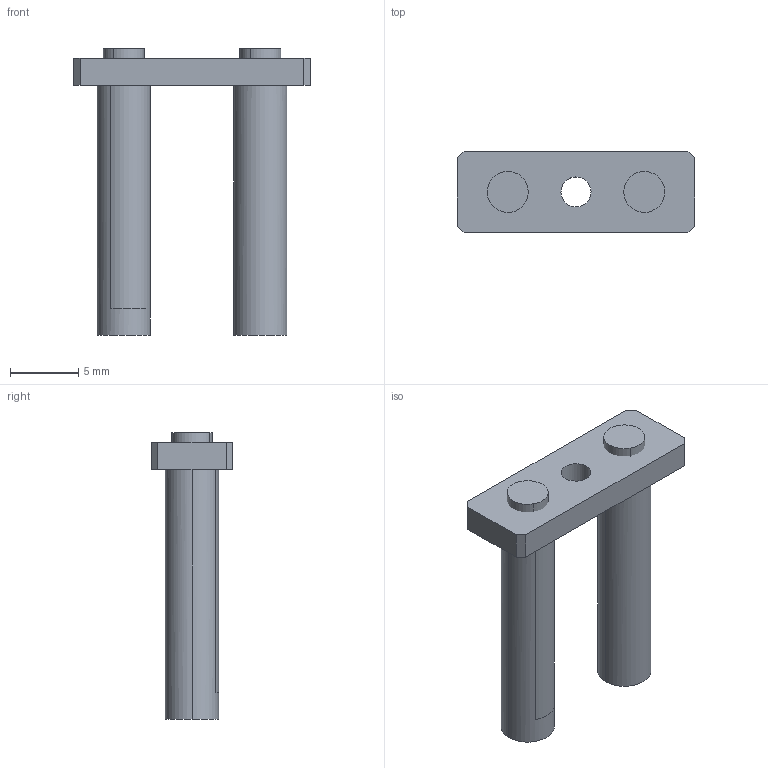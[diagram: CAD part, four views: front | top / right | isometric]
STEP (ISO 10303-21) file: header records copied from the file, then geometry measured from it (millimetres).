
FILE_DESCRIPTION(('CATIA V5R24 STEP','CAx-IF Rec.Pracs.--- Model Styling and Organization---1.2---2011-12-15'),'2;1');
FILE_NAME ('039118-1_1_1669280000_1669280000.stp','2018-08-29T10:50:52+00:00',('none'),('Weidmueller'),'CATIA Version 5-6 Release 2014 SP4 HF52','CATIA V5 STEP AP214','none');
FILE_SCHEMA(('AUTOMOTIVE_DESIGN { 1 0 10303 214 1 1 1 1 }'));
Length unit declared in the file: millimetre
Products named in the file (1): 1669280000
Bounding box: 17.4 x 6 x 21 mm (x, y, z)
Volume: 658.5 mm3; surface area: 865.4 mm2
Topology: 3 solids, 3 shells, 32 faces, 79 edges, 55 vertices
Faces by surface type: plane 16, cylinder 16
Entity records: 943 total; most frequent: CARTESIAN_POINT 161, ORIENTED_EDGE 158, DIRECTION 131, EDGE_CURVE 79, AXIS2_PLACEMENT_3D 65, VERTEX_POINT 55, VECTOR 41, LINE 41
